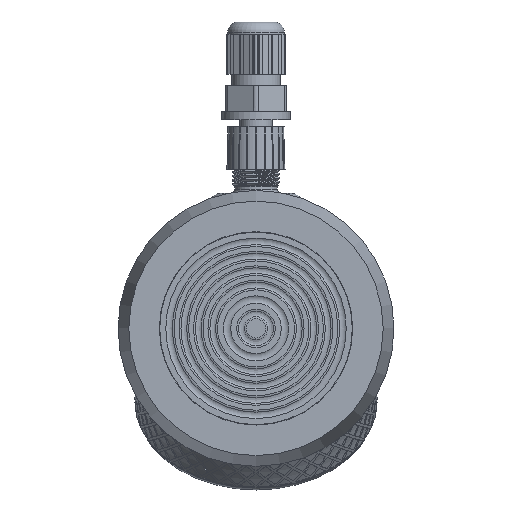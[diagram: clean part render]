
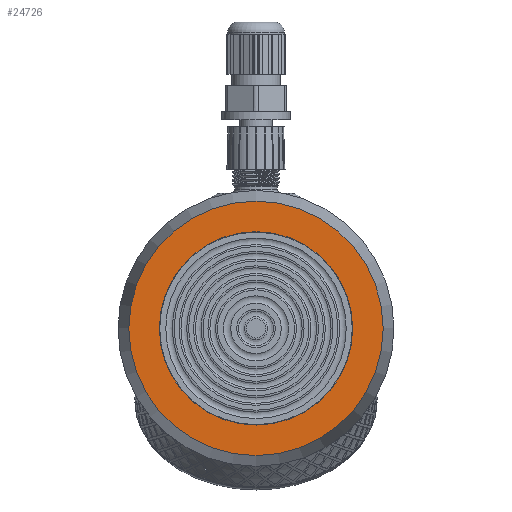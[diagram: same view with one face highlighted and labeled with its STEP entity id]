
A CAD part, left-side view. The second image highlights one B-rep face of the part: STEP entity #24726.
In plain terms, the highlighted planar face has unit normal (-1, 0, 0).
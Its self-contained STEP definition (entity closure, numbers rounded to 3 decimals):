
#104=FACE_BOUND('',#3384,.T.);
#1351=PLANE('',#26499);
#1755=FACE_OUTER_BOUND('',#3383,.T.);
#3383=EDGE_LOOP('',(#16811));
#3384=EDGE_LOOP('',(#16812));
#5242=CIRCLE('',#26490,24.);
#5247=CIRCLE('',#26500,31.571);
#9991=VERTEX_POINT('',#35644);
#9993=VERTEX_POINT('',#35657);
#12675=EDGE_CURVE('',#9991,#9991,#5242,.T.);
#12681=EDGE_CURVE('',#9993,#9993,#5247,.T.);
#16811=ORIENTED_EDGE('',*,*,#12681,.F.);
#16812=ORIENTED_EDGE('',*,*,#12675,.T.);
#24726=ADVANCED_FACE('',(#1755,#104),#1351,.T.);
#26490=AXIS2_PLACEMENT_3D('',#35645,#27910,#27911);
#26499=AXIS2_PLACEMENT_3D('',#35656,#27929,#27930);
#26500=AXIS2_PLACEMENT_3D('',#35658,#27931,#27932);
#27910=DIRECTION('center_axis',(1.,0.,0.));
#27911=DIRECTION('ref_axis',(0.,1.,0.));
#27929=DIRECTION('center_axis',(-1.,0.,0.));
#27930=DIRECTION('ref_axis',(0.,0.,1.));
#27931=DIRECTION('center_axis',(1.,0.,0.));
#27932=DIRECTION('ref_axis',(0.,0.,-1.));
#35644=CARTESIAN_POINT('',(-31.,-24.,0.));
#35645=CARTESIAN_POINT('Origin',(-31.,0.,0.));
#35656=CARTESIAN_POINT('Origin',(-31.,31.571,0.));
#35657=CARTESIAN_POINT('',(-31.,-31.571,0.));
#35658=CARTESIAN_POINT('Origin',(-31.,0.,0.));
